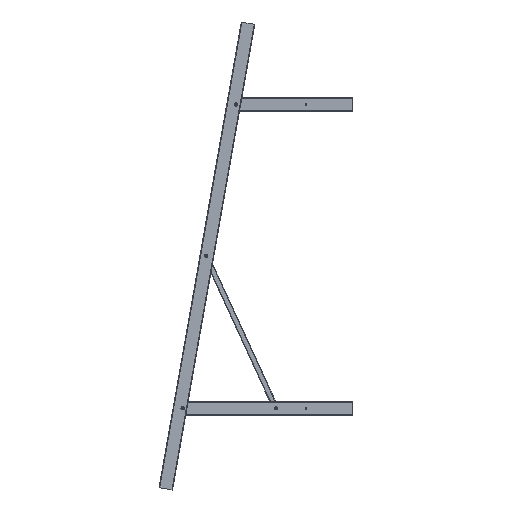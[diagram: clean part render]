
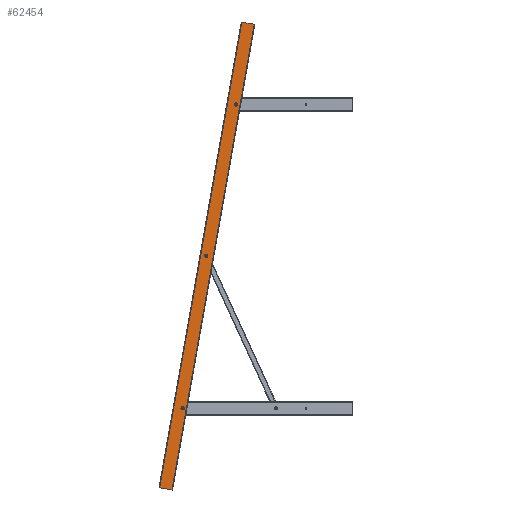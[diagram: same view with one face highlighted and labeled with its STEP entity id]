
A CAD part, left-side view. The second image highlights one B-rep face of the part: STEP entity #62454.
In plain terms, the highlighted planar face has unit normal (-1, 0, 0).
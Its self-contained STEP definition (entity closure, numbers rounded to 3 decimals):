
#3958 = EDGE_LOOP ( 'NONE', ( #50704, #86171 ) ) ;
#4178 = VERTEX_POINT ( 'NONE', #14088 ) ;
#6397 = EDGE_CURVE ( 'NONE', #50790, #43836, #32189, .T. ) ;
#6901 = CARTESIAN_POINT ( 'NONE',  ( -27.5, 7.5, 0. ) ) ;
#10851 = CARTESIAN_POINT ( 'NONE',  ( -27.5, -17.5, -1143.5 ) ) ;
#11770 = ORIENTED_EDGE ( 'NONE', *, *, #75805, .T. ) ;
#13049 = AXIS2_PLACEMENT_3D ( 'NONE', #179762, #24618, #22789 ) ;
#14088 = CARTESIAN_POINT ( 'NONE',  ( -27.5, -17.5, -1156.5 ) ) ;
#16315 = VERTEX_POINT ( 'NONE', #10851 ) ;
#17190 = DIRECTION ( 'NONE',  ( 0., -1., 0. ) ) ;
#19354 = CARTESIAN_POINT ( 'NONE',  ( -27.5, 48., -1762.5 ) ) ;
#19429 = DIRECTION ( 'NONE',  ( 0., 0., -1. ) ) ;
#19888 = EDGE_CURVE ( 'NONE', #95358, #181358, #183059, .T. ) ;
#22789 = DIRECTION ( 'NONE',  ( 0., -1., 0. ) ) ;
#24076 = VERTEX_POINT ( 'NONE', #69462 ) ;
#24506 = DIRECTION ( 'NONE',  ( 0., -1., 0. ) ) ;
#24618 = DIRECTION ( 'NONE',  ( -1., 0., 0. ) ) ;
#25121 = EDGE_LOOP ( 'NONE', ( #40422, #167438, #11770, #129820 ) ) ;
#31704 = FACE_BOUND ( 'NONE', #53349, .T. ) ;
#32189 = CIRCLE ( 'NONE', #139042, 6.5 ) ;
#34476 = AXIS2_PLACEMENT_3D ( 'NONE', #123939, #137858, #24506 ) ;
#34695 = DIRECTION ( 'NONE',  ( 0., -1., 0. ) ) ;
#37688 = CARTESIAN_POINT ( 'NONE',  ( -27.5, -45.5, -1762.5 ) ) ;
#40422 = ORIENTED_EDGE ( 'NONE', *, *, #111309, .F. ) ;
#43286 = ORIENTED_EDGE ( 'NONE', *, *, #6397, .F. ) ;
#43836 = VERTEX_POINT ( 'NONE', #121884 ) ;
#46341 = CARTESIAN_POINT ( 'NONE',  ( -27.5, -45.5, 1762.5 ) ) ;
#46609 = FACE_BOUND ( 'NONE', #3958, .T. ) ;
#47595 = CARTESIAN_POINT ( 'NONE',  ( -27.5, -50., -1762.5 ) ) ;
#47695 = EDGE_CURVE ( 'NONE', #181358, #95358, #85080, .T. ) ;
#50544 = DIRECTION ( 'NONE',  ( 0., -1., 0. ) ) ;
#50704 = ORIENTED_EDGE ( 'NONE', *, *, #149188, .F. ) ;
#50790 = VERTEX_POINT ( 'NONE', #145994 ) ;
#50959 = CIRCLE ( 'NONE', #62949, 6.5 ) ;
#53349 = EDGE_LOOP ( 'NONE', ( #164701, #43286 ) ) ;
#54360 = FACE_BOUND ( 'NONE', #88670, .T. ) ;
#54464 = VERTEX_POINT ( 'NONE', #19354 ) ;
#57306 = EDGE_CURVE ( 'NONE', #125111, #54464, #165307, .T. ) ;
#57452 = CARTESIAN_POINT ( 'NONE',  ( -27.5, 48., 1762.5 ) ) ;
#60816 = CARTESIAN_POINT ( 'NONE',  ( -27.5, -17.5, 1150. ) ) ;
#61569 = LINE ( 'NONE', #119228, #96257 ) ;
#62454 = ADVANCED_FACE ( 'NONE', ( #31704, #46609, #54360, #131264 ), #89400, .T. ) ;
#62949 = AXIS2_PLACEMENT_3D ( 'NONE', #138780, #122167, #124889 ) ;
#63870 = EDGE_CURVE ( 'NONE', #16315, #4178, #89617, .T. ) ;
#63939 = EDGE_CURVE ( 'NONE', #43836, #50790, #50959, .T. ) ;
#69462 = CARTESIAN_POINT ( 'NONE',  ( -27.5, -45.5, 1762.5 ) ) ;
#71157 = EDGE_CURVE ( 'NONE', #24076, #111722, #161578, .T. ) ;
#73457 = AXIS2_PLACEMENT_3D ( 'NONE', #6901, #108207, #34695 ) ;
#75805 = EDGE_CURVE ( 'NONE', #24076, #125111, #61569, .T. ) ;
#85080 = CIRCLE ( 'NONE', #34476, 6.5 ) ;
#86171 = ORIENTED_EDGE ( 'NONE', *, *, #63870, .F. ) ;
#87567 = CARTESIAN_POINT ( 'NONE',  ( -27.5, -50., 1762.5 ) ) ;
#88670 = EDGE_LOOP ( 'NONE', ( #176399, #173005 ) ) ;
#89400 = PLANE ( 'NONE',  #166273 ) ;
#89617 = CIRCLE ( 'NONE', #143090, 6.5 ) ;
#93079 = LINE ( 'NONE', #47595, #160132 ) ;
#95358 = VERTEX_POINT ( 'NONE', #160740 ) ;
#96257 = VECTOR ( 'NONE', #103448, 1000. ) ;
#103448 = DIRECTION ( 'NONE',  ( 0., 1., 0. ) ) ;
#104361 = DIRECTION ( 'NONE',  ( 0., 1., 0. ) ) ;
#105064 = CIRCLE ( 'NONE', #13049, 6.5 ) ;
#106384 = DIRECTION ( 'NONE',  ( -1., 0., 0. ) ) ;
#106884 = DIRECTION ( 'NONE',  ( 0., 0., -1. ) ) ;
#108207 = DIRECTION ( 'NONE',  ( -1., 0., 0. ) ) ;
#110465 = VECTOR ( 'NONE', #19429, 1000. ) ;
#111309 = EDGE_CURVE ( 'NONE', #111722, #54464, #93079, .T. ) ;
#111722 = VERTEX_POINT ( 'NONE', #37688 ) ;
#112978 = DIRECTION ( 'NONE',  ( 0., -1., 0. ) ) ;
#119228 = CARTESIAN_POINT ( 'NONE',  ( -27.5, -50., 1762.5 ) ) ;
#121884 = CARTESIAN_POINT ( 'NONE',  ( -27.5, -17.5, 1143.5 ) ) ;
#122167 = DIRECTION ( 'NONE',  ( -1., 0., 0. ) ) ;
#123939 = CARTESIAN_POINT ( 'NONE',  ( -27.5, 7.5, 0. ) ) ;
#124889 = DIRECTION ( 'NONE',  ( 0., -1., 0. ) ) ;
#125111 = VERTEX_POINT ( 'NONE', #57452 ) ;
#129645 = DIRECTION ( 'NONE',  ( -1., 0., 0. ) ) ;
#129820 = ORIENTED_EDGE ( 'NONE', *, *, #57306, .T. ) ;
#131264 = FACE_OUTER_BOUND ( 'NONE', #25121, .T. ) ;
#134908 = VECTOR ( 'NONE', #106884, 1000. ) ;
#137858 = DIRECTION ( 'NONE',  ( -1., 0., 0. ) ) ;
#138780 = CARTESIAN_POINT ( 'NONE',  ( -27.5, -17.5, 1150. ) ) ;
#139042 = AXIS2_PLACEMENT_3D ( 'NONE', #60816, #129645, #17190 ) ;
#143090 = AXIS2_PLACEMENT_3D ( 'NONE', #160323, #106384, #50544 ) ;
#145994 = CARTESIAN_POINT ( 'NONE',  ( -27.5, -17.5, 1156.5 ) ) ;
#149188 = EDGE_CURVE ( 'NONE', #4178, #16315, #105064, .T. ) ;
#157293 = CARTESIAN_POINT ( 'NONE',  ( -27.5, 7.5, -6.5 ) ) ;
#160132 = VECTOR ( 'NONE', #104361, 1000. ) ;
#160323 = CARTESIAN_POINT ( 'NONE',  ( -27.5, -17.5, -1150. ) ) ;
#160740 = CARTESIAN_POINT ( 'NONE',  ( -27.5, 7.5, 6.5 ) ) ;
#161578 = LINE ( 'NONE', #46341, #110465 ) ;
#164701 = ORIENTED_EDGE ( 'NONE', *, *, #63939, .F. ) ;
#165307 = LINE ( 'NONE', #179228, #134908 ) ;
#166273 = AXIS2_PLACEMENT_3D ( 'NONE', #87567, #167749, #112978 ) ;
#167438 = ORIENTED_EDGE ( 'NONE', *, *, #71157, .F. ) ;
#167749 = DIRECTION ( 'NONE',  ( -1., 0., 0. ) ) ;
#173005 = ORIENTED_EDGE ( 'NONE', *, *, #19888, .F. ) ;
#176399 = ORIENTED_EDGE ( 'NONE', *, *, #47695, .F. ) ;
#179228 = CARTESIAN_POINT ( 'NONE',  ( -27.5, 48., 1762.5 ) ) ;
#179762 = CARTESIAN_POINT ( 'NONE',  ( -27.5, -17.5, -1150. ) ) ;
#181358 = VERTEX_POINT ( 'NONE', #157293 ) ;
#183059 = CIRCLE ( 'NONE', #73457, 6.5 ) ;
